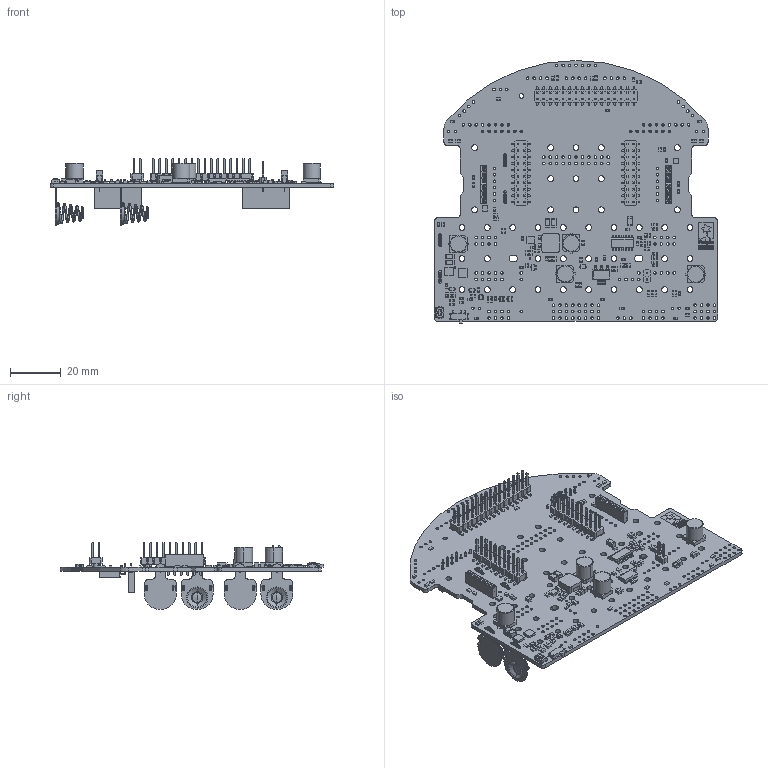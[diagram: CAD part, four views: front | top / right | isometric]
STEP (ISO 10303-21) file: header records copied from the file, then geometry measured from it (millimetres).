
FILE_DESCRIPTION (( 'STEP AP214' ), '1' );
FILE_NAME ('rom05a.step', '2019-05-16T00:41:03', ( '' ), ( '' ), 'SwSTEP 2.0', 'SolidWorks 2016', '' );
FILE_SCHEMA (( 'AUTOMOTIVE_DESIGN' ));
Length unit declared in the file: millimetre
Products named in the file (1): rom05a
Bounding box: 111.76 x 103.77 x 26.38 mm (x, y, z)
Volume: 19518.8 mm3; surface area: 31983.8 mm2
Topology: 1 solids, 1 shells, 7324 faces, 19350 edges, 12117 vertices
Faces by surface type: plane 5866, cylinder 1224, bspline 174, torus 38, cone 18, sphere 4
Entity records: 313141 total; most frequent: CARTESIAN_POINT 50629, ORIENTED_EDGE 38684, DIRECTION 35399, EDGE_CURVE 19342, VECTOR 16049, LINE 16049, VERTEX_POINT 12117, AXIS2_PLACEMENT_3D 9675
